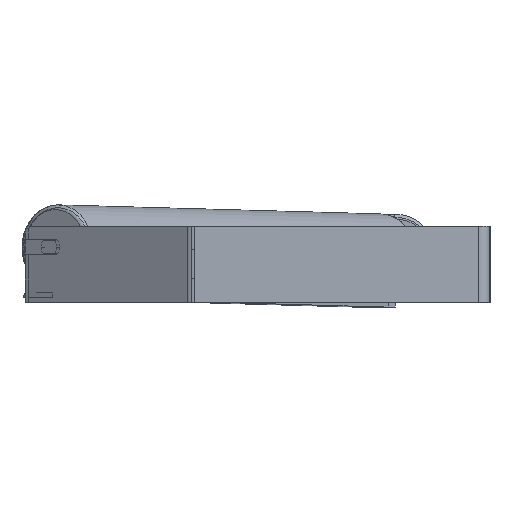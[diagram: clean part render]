
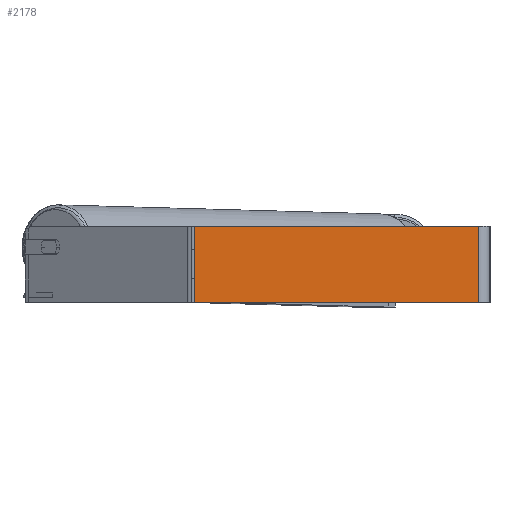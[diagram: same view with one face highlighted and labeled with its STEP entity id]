
A CAD part, left-side view. The second image highlights one B-rep face of the part: STEP entity #2178.
In plain terms, the highlighted planar face has unit normal (-1, 0, 0).
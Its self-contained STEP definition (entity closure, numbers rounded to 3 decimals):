
#323 = DIRECTION ( 'NONE',  ( 0., -1., 0. ) ) ;
#506 = LINE ( 'NONE', #1125, #4700 ) ;
#543 = LINE ( 'NONE', #4875, #1460 ) ;
#605 = CARTESIAN_POINT ( 'NONE',  ( -945., 314.008, 40. ) ) ;
#738 = DIRECTION ( 'NONE',  ( 0., 0., -1. ) ) ;
#1098 = VECTOR ( 'NONE', #738, 1000. ) ;
#1125 = CARTESIAN_POINT ( 'NONE',  ( -945., 12., 40. ) ) ;
#1307 = VERTEX_POINT ( 'NONE', #9018 ) ;
#1460 = VECTOR ( 'NONE', #3414, 1000. ) ;
#1489 = CARTESIAN_POINT ( 'NONE',  ( -945., 310.224, 40. ) ) ;
#2178 = ADVANCED_FACE ( 'NONE', ( #9372 ), #2863, .F. ) ;
#2239 = CARTESIAN_POINT ( 'NONE',  ( -945., 12., 40. ) ) ;
#2824 = DIRECTION ( 'NONE',  ( 0., 0., -1. ) ) ;
#2863 = PLANE ( 'NONE',  #8027 ) ;
#2942 = EDGE_CURVE ( 'NONE', #6870, #7232, #543, .T. ) ;
#3414 = DIRECTION ( 'NONE',  ( 0., -1., 0. ) ) ;
#3644 = EDGE_CURVE ( 'NONE', #7232, #5795, #506, .T. ) ;
#3702 = ORIENTED_EDGE ( 'NONE', *, *, #3644, .F. ) ;
#3754 = LINE ( 'NONE', #1489, #1098 ) ;
#4117 = ORIENTED_EDGE ( 'NONE', *, *, #5431, .T. ) ;
#4514 = CARTESIAN_POINT ( 'NONE',  ( -945., 310.224, 40. ) ) ;
#4700 = VECTOR ( 'NONE', #5477, 1000. ) ;
#4875 = CARTESIAN_POINT ( 'NONE',  ( -945., 314.008, 40. ) ) ;
#5431 = EDGE_CURVE ( 'NONE', #6870, #1307, #3754, .T. ) ;
#5477 = DIRECTION ( 'NONE',  ( 0., 0., -1. ) ) ;
#5795 = VERTEX_POINT ( 'NONE', #6974 ) ;
#5885 = ORIENTED_EDGE ( 'NONE', *, *, #2942, .F. ) ;
#6412 = VECTOR ( 'NONE', #323, 1000. ) ;
#6852 = ORIENTED_EDGE ( 'NONE', *, *, #8119, .T. ) ;
#6856 = LINE ( 'NONE', #7472, #6412 ) ;
#6870 = VERTEX_POINT ( 'NONE', #4514 ) ;
#6974 = CARTESIAN_POINT ( 'NONE',  ( -945., 12., -40. ) ) ;
#7199 = EDGE_LOOP ( 'NONE', ( #6852, #3702, #5885, #4117 ) ) ;
#7225 = DIRECTION ( 'NONE',  ( 1., 0., 0. ) ) ;
#7232 = VERTEX_POINT ( 'NONE', #2239 ) ;
#7472 = CARTESIAN_POINT ( 'NONE',  ( -945., 314.008, -40. ) ) ;
#8027 = AXIS2_PLACEMENT_3D ( 'NONE', #605, #7225, #2824 ) ;
#8119 = EDGE_CURVE ( 'NONE', #1307, #5795, #6856, .T. ) ;
#9018 = CARTESIAN_POINT ( 'NONE',  ( -945., 310.224, -40. ) ) ;
#9372 = FACE_OUTER_BOUND ( 'NONE', #7199, .T. ) ;
